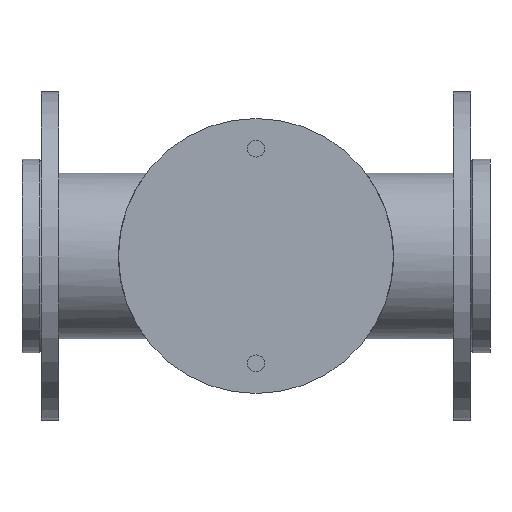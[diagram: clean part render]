
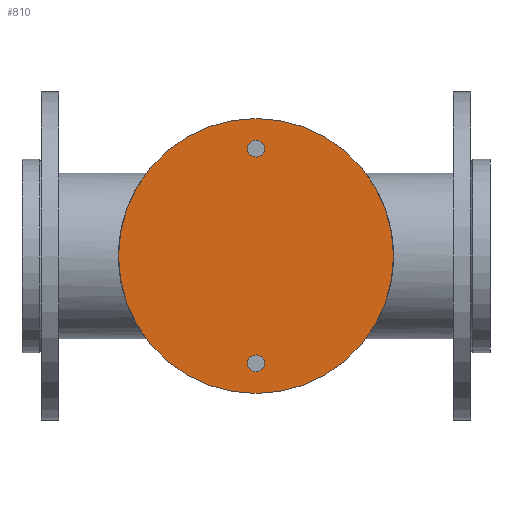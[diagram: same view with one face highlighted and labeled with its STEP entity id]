
A CAD part, front view. The second image highlights one B-rep face of the part: STEP entity #810.
In plain terms, the highlighted planar face has unit normal (0, -1, 0).
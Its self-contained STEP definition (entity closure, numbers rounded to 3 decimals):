
#116 = AXIS2_PLACEMENT_3D ( 'NONE', #1895, #2791, #4927 ) ;
#164 = DIRECTION ( 'NONE',  ( 0., 1., 0. ) ) ;
#398 = CIRCLE ( 'NONE', #116, 3.969 ) ;
#516 = EDGE_CURVE ( 'NONE', #4277, #4277, #5169, .T. ) ;
#601 = EDGE_LOOP ( 'NONE', ( #5286 ) ) ;
#640 = DIRECTION ( 'NONE',  ( 0., 0., 1. ) ) ;
#718 = ORIENTED_EDGE ( 'NONE', *, *, #516, .F. ) ;
#747 = DIRECTION ( 'NONE',  ( 0., 1., 0. ) ) ;
#766 = EDGE_LOOP ( 'NONE', ( #2336 ) ) ;
#810 = ADVANCED_FACE ( 'NONE', ( #4461, #1386, #1437 ), #4028, .F. ) ;
#962 = EDGE_CURVE ( 'NONE', #4221, #4221, #1361, .T. ) ;
#1034 = CARTESIAN_POINT ( 'NONE',  ( 0., -54.718, -53.969 ) ) ;
#1111 = DIRECTION ( 'NONE',  ( 0., 0., 1. ) ) ;
#1341 = CARTESIAN_POINT ( 'NONE',  ( 0., -54.718, 50. ) ) ;
#1361 = CIRCLE ( 'NONE', #1624, 64. ) ;
#1386 = FACE_BOUND ( 'NONE', #601, .T. ) ;
#1437 = FACE_OUTER_BOUND ( 'NONE', #766, .T. ) ;
#1528 = AXIS2_PLACEMENT_3D ( 'NONE', #4430, #164, #640 ) ;
#1624 = AXIS2_PLACEMENT_3D ( 'NONE', #5397, #747, #1111 ) ;
#1872 = VERTEX_POINT ( 'NONE', #1034 ) ;
#1895 = CARTESIAN_POINT ( 'NONE',  ( 0., -54.718, -50. ) ) ;
#2138 = CARTESIAN_POINT ( 'NONE',  ( 0., -54.718, 46.031 ) ) ;
#2336 = ORIENTED_EDGE ( 'NONE', *, *, #962, .F. ) ;
#2791 = DIRECTION ( 'NONE',  ( 0., -1., 0. ) ) ;
#3900 = DIRECTION ( 'NONE',  ( 0., 0., -1. ) ) ;
#3977 = DIRECTION ( 'NONE',  ( 0., -1., 0. ) ) ;
#4028 = PLANE ( 'NONE',  #1528 ) ;
#4085 = AXIS2_PLACEMENT_3D ( 'NONE', #1341, #3977, #3900 ) ;
#4221 = VERTEX_POINT ( 'NONE', #4756 ) ;
#4277 = VERTEX_POINT ( 'NONE', #2138 ) ;
#4430 = CARTESIAN_POINT ( 'NONE',  ( 0., -54.718, 0. ) ) ;
#4450 = EDGE_LOOP ( 'NONE', ( #718 ) ) ;
#4461 = FACE_BOUND ( 'NONE', #4450, .T. ) ;
#4506 = EDGE_CURVE ( 'NONE', #1872, #1872, #398, .T. ) ;
#4756 = CARTESIAN_POINT ( 'NONE',  ( 0., -54.718, 64. ) ) ;
#4927 = DIRECTION ( 'NONE',  ( 0., 0., -1. ) ) ;
#5169 = CIRCLE ( 'NONE', #4085, 3.969 ) ;
#5286 = ORIENTED_EDGE ( 'NONE', *, *, #4506, .F. ) ;
#5397 = CARTESIAN_POINT ( 'NONE',  ( 0., -54.718, 0. ) ) ;
